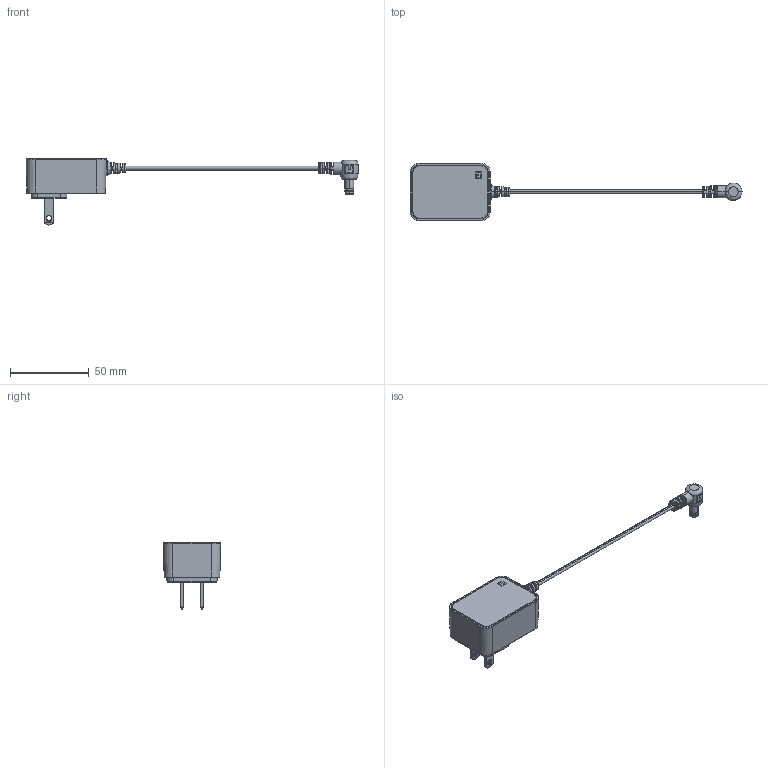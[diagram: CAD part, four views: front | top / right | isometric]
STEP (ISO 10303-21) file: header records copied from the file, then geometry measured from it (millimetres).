
FILE_DESCRIPTION (( 'STEP AP203' ), '1' );
FILE_NAME ('16-00018.STEP', '2019-08-13T21:15:15', ( '' ), ( '' ), 'SwSTEP 2.0', 'SolidWorks 2015', '' );
FILE_SCHEMA (( 'CONFIG_CONTROL_DESIGN' ));
Length unit declared in the file: millimetre
Products named in the file (14): 50-00133 insulator; 30-00344_power supply; 24-00006; 50-00133 contact; UL_1-15 pin; 16-00018; 26-00006; 24-00279; 26-00006_top; 50-00133; 26-00006_bottom; Nema 1-15 plug; 10-03172; 50-00133 shell
Assembly tree (14 placements, depth 4):
  16-00018
    10-03172
      30-00344_power supply
      24-00279
      24-00006
      50-00133
        50-00133 contact
        50-00133 insulator
        50-00133 shell
    26-00006
      26-00006_bottom
      26-00006_top
    Nema 1-15 plug
      UL_1-15 pin  x2
Bounding box: 210.82 x 36.48 x 42 mm (x, y, z)
Volume: 16805.7 mm3; surface area: 25366 mm2
Topology: 93 solids, 93 shells, 1073 faces, 2410 edges, 1561 vertices
Faces by surface type: plane 557, cylinder 304, bspline 126, torus 48, cone 38
Entity records: 36375 total; most frequent: CARTESIAN_POINT 11910, ORIENTED_EDGE 4692, DIRECTION 4675, EDGE_CURVE 2346, AXIS2_PLACEMENT_3D 1742, VERTEX_POINT 1521, LINE 1191, VECTOR 1191
